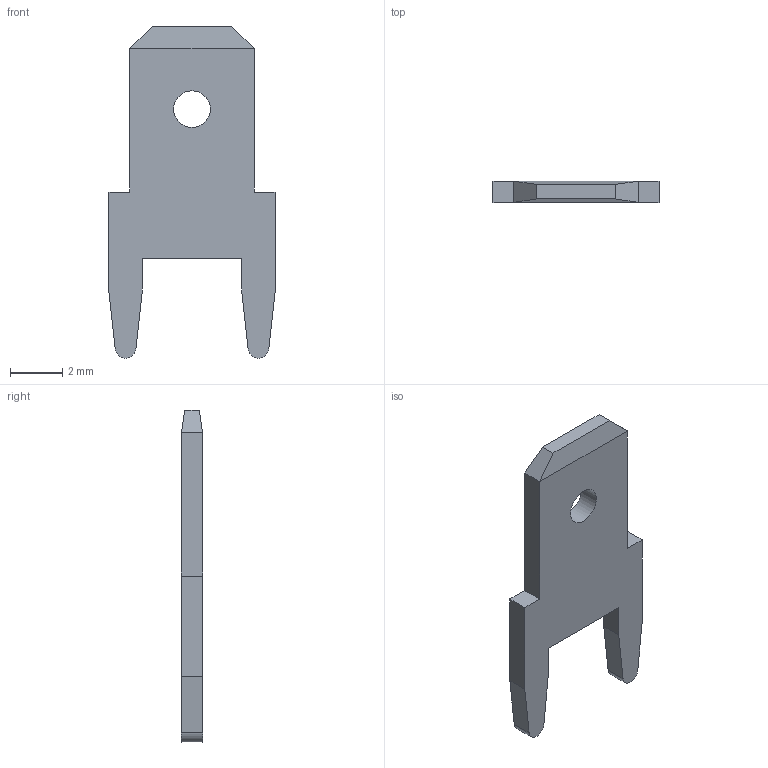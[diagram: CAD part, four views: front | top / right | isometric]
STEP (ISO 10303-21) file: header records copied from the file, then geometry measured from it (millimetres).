
FILE_DESCRIPTION(('STEP AP214'), '1');
FILE_NAME('PCB-QC-TAB-plain', '2018-06-05T23:50:32', ('Nobody'), (''), 'ASCON STEP Converter 1.3', 'ASCON Math Kernel', '');
FILE_SCHEMA(('AUTOMOTIVE_DESIGN { 1 0 10303 214 3 1 1}'));
Length unit declared in the file: millimetre
Bounding box: 6.35 x 0.81 x 12.7 mm (x, y, z)
Volume: 41.9 mm3; surface area: 141.9 mm2
Topology: 1 solids, 1 shells, 23 faces, 61 edges, 40 vertices
Faces by surface type: plane 20, cylinder 3
Full cylindrical faces by diameter (mm): 1.4 x1
Entity records: 941 total; most frequent: CARTESIAN_POINT 122, DIRECTION 116, ORIENTED_EDGE 116, EDGE_CURVE 58, LINE 52, VECTOR 52, VERTEX_POINT 38, AXIS2_PLACEMENT_3D 32
